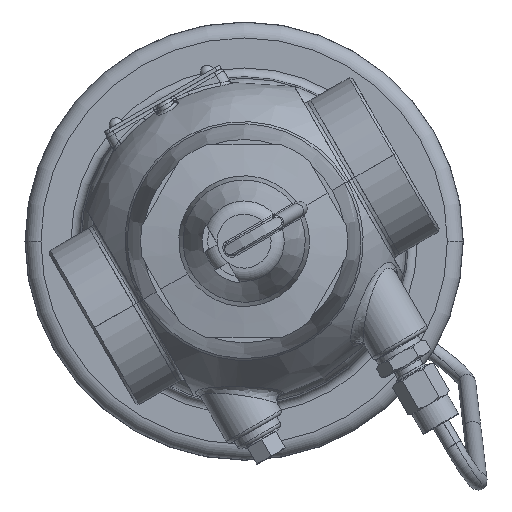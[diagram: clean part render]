
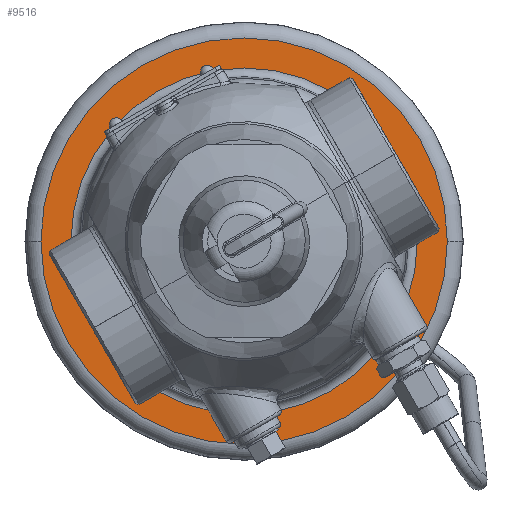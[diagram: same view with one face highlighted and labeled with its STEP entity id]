
A CAD part, left-side view. The second image highlights one B-rep face of the part: STEP entity #9516.
In plain terms, the highlighted planar face has unit normal (-1, 0, 0).
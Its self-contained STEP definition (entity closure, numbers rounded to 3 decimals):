
#4699=CARTESIAN_POINT('',(23.5,0.,0.));
#4700=DIRECTION('',(1.,0.,0.));
#4701=DIRECTION('',(0.,1.,0.));
#4702=AXIS2_PLACEMENT_3D('',#4699,#4700,#4701);
#4704=CARTESIAN_POINT('',(23.5,0.,0.));
#4705=DIRECTION('',(-1.,0.,0.));
#4706=DIRECTION('',(0.,1.,0.));
#4707=AXIS2_PLACEMENT_3D('',#4704,#4705,#4706);
#4719=CARTESIAN_POINT('',(23.5,0.,0.));
#4720=DIRECTION('',(-1.,0.,0.));
#4721=DIRECTION('',(0.,1.,0.));
#4722=AXIS2_PLACEMENT_3D('',#4719,#4720,#4721);
#4724=CARTESIAN_POINT('',(23.5,0.,0.));
#4725=DIRECTION('',(1.,0.,0.));
#4726=DIRECTION('',(0.,1.,0.));
#4727=AXIS2_PLACEMENT_3D('',#4724,#4725,#4726);
#7980=CARTESIAN_POINT('',(23.5,58.,0.));
#7982=VERTEX_POINT('',#7980);
#7983=CARTESIAN_POINT('',(23.5,49.431,0.));
#7985=VERTEX_POINT('',#7983);
#8012=CARTESIAN_POINT('',(23.5,-58.,0.));
#8014=VERTEX_POINT('',#8012);
#8015=CARTESIAN_POINT('',(23.5,-49.431,0.));
#8017=VERTEX_POINT('',#8015);
#9501=CARTESIAN_POINT('',(23.5,0.,0.));
#9502=DIRECTION('',(1.,0.,0.));
#9503=DIRECTION('',(0.,-1.,0.));
#9504=AXIS2_PLACEMENT_3D('',#9501,#9502,#9503);
#9505=PLANE('',#9504);
#9506=ORIENTED_EDGE('',*,*,#9483,.T.);
#9507=ORIENTED_EDGE('',*,*,#9494,.F.);
#9508=EDGE_LOOP('',(#9506,#9507));
#9509=FACE_OUTER_BOUND('',#9508,.F.);
#9511=ORIENTED_EDGE('',*,*,#9510,.T.);
#9513=ORIENTED_EDGE('',*,*,#9512,.F.);
#9514=EDGE_LOOP('',(#9511,#9513));
#9515=FACE_BOUND('',#9514,.F.);
#9516=ADVANCED_FACE('',(#9509,#9515),#9505,.F.);
#4703=CIRCLE('',#4702,58.);
#4708=CIRCLE('',#4707,58.);
#4723=CIRCLE('',#4722,49.431);
#4728=CIRCLE('',#4727,49.431);
#9483=EDGE_CURVE('',#7982,#8014,#4703,.T.);
#9494=EDGE_CURVE('',#7982,#8014,#4708,.T.);
#9510=EDGE_CURVE('',#7985,#8017,#4723,.T.);
#9512=EDGE_CURVE('',#7985,#8017,#4728,.T.);
